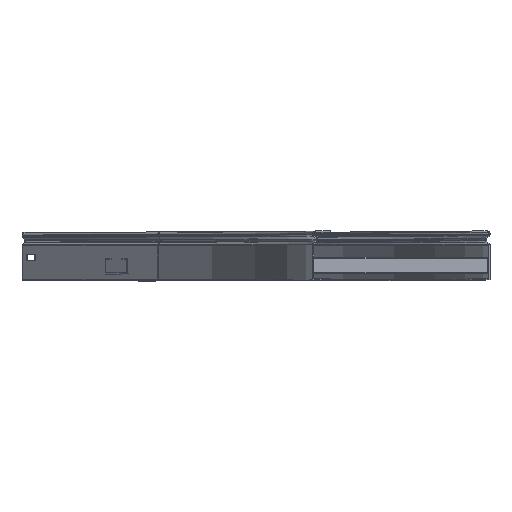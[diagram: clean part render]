
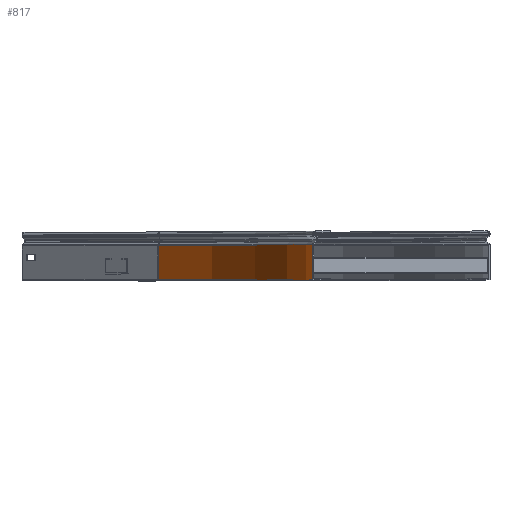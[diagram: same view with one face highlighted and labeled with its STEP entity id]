
A CAD part, top view. The second image highlights one B-rep face of the part: STEP entity #817.
In plain terms, the highlighted cylindrical face has radius 600 mm (diameter 1200 mm), a partial arc.
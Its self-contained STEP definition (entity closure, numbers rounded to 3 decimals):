
#436 = ORIENTED_EDGE ( 'NONE', *, *, #6075, .T. ) ;
#467 = DIRECTION ( 'NONE',  ( 0., 0., 1. ) ) ;
#468 = AXIS2_PLACEMENT_3D ( 'NONE', #3262, #3242, #3801 ) ;
#511 = VECTOR ( 'NONE', #1550, 1000. ) ;
#710 = DIRECTION ( 'NONE',  ( 0., 0., 1. ) ) ;
#817 = ADVANCED_FACE ( 'NONE', ( #6716 ), #1326, .F. ) ;
#1163 = EDGE_CURVE ( 'NONE', #5338, #3001, #3766, .T. ) ;
#1292 = CARTESIAN_POINT ( 'NONE',  ( 600., 0., 0. ) ) ;
#1326 = CYLINDRICAL_SURFACE ( 'NONE', #5090, 600. ) ;
#1550 = DIRECTION ( 'NONE',  ( 0., 1., 0. ) ) ;
#1580 = CARTESIAN_POINT ( 'NONE',  ( 600., 2.2, 0. ) ) ;
#1825 = CIRCLE ( 'NONE', #2653, 600. ) ;
#2169 = DIRECTION ( 'NONE',  ( 0., 1., 0. ) ) ;
#2578 = CARTESIAN_POINT ( 'NONE',  ( 424.264, 2.2, -424.264 ) ) ;
#2653 = AXIS2_PLACEMENT_3D ( 'NONE', #6542, #2169, #467 ) ;
#2973 = DIRECTION ( 'NONE',  ( 0., 1., 0. ) ) ;
#3001 = VERTEX_POINT ( 'NONE', #1292 ) ;
#3006 = VERTEX_POINT ( 'NONE', #5171 ) ;
#3242 = DIRECTION ( 'NONE',  ( 0., -1., 0. ) ) ;
#3262 = CARTESIAN_POINT ( 'NONE',  ( 0., 0., 0. ) ) ;
#3286 = CARTESIAN_POINT ( 'NONE',  ( 424.264, 40.525, -424.264 ) ) ;
#3384 = EDGE_CURVE ( 'NONE', #3001, #3006, #5209, .T. ) ;
#3439 = VERTEX_POINT ( 'NONE', #3286 ) ;
#3766 = CIRCLE ( 'NONE', #468, 600. ) ;
#3801 = DIRECTION ( 'NONE',  ( 1., 0., 0. ) ) ;
#3997 = CARTESIAN_POINT ( 'NONE',  ( 424.264, 0., -424.264 ) ) ;
#4018 = VECTOR ( 'NONE', #5972, 1000. ) ;
#4582 = EDGE_LOOP ( 'NONE', ( #5935, #436, #6550, #5617 ) ) ;
#4721 = LINE ( 'NONE', #2578, #4018 ) ;
#5090 = AXIS2_PLACEMENT_3D ( 'NONE', #6812, #2973, #710 ) ;
#5171 = CARTESIAN_POINT ( 'NONE',  ( 600., 40.525, 0. ) ) ;
#5209 = LINE ( 'NONE', #1580, #511 ) ;
#5338 = VERTEX_POINT ( 'NONE', #3997 ) ;
#5601 = EDGE_CURVE ( 'NONE', #5338, #3439, #4721, .T. ) ;
#5617 = ORIENTED_EDGE ( 'NONE', *, *, #1163, .T. ) ;
#5935 = ORIENTED_EDGE ( 'NONE', *, *, #3384, .T. ) ;
#5972 = DIRECTION ( 'NONE',  ( 0., 1., 0. ) ) ;
#6075 = EDGE_CURVE ( 'NONE', #3006, #3439, #1825, .T. ) ;
#6542 = CARTESIAN_POINT ( 'NONE',  ( 0., 40.525, 0. ) ) ;
#6550 = ORIENTED_EDGE ( 'NONE', *, *, #5601, .F. ) ;
#6716 = FACE_OUTER_BOUND ( 'NONE', #4582, .T. ) ;
#6812 = CARTESIAN_POINT ( 'NONE',  ( 0., 0., 0. ) ) ;
